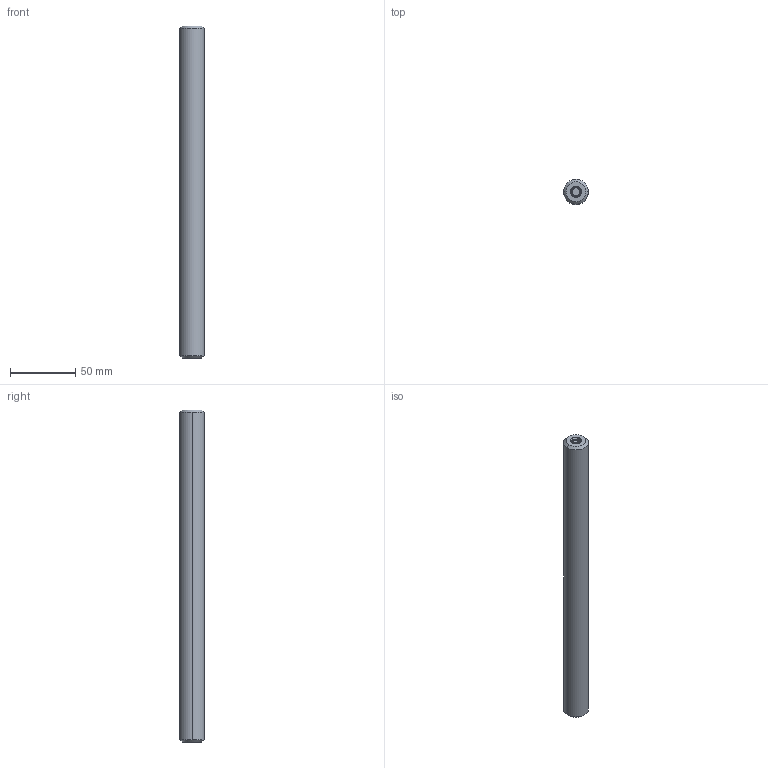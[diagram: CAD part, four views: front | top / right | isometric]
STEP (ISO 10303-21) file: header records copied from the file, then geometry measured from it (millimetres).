
FILE_DESCRIPTION (( 'STEP AP203' ), '1' );
FILE_NAME ('6649K109_Tapped Linear Motion Shaft.STEP', '2021-07-09T21:19:12', ( 'Administrator' ), ( 'Managed by Terraform' ), 'SwSTEP 2.0', 'SolidWorks 2017', '' );
FILE_SCHEMA (( 'CONFIG_CONTROL_DESIGN' ));
Length unit declared in the file: inch
Products named in the file (1): 6649K109_Tapped Linear Motion Shaft
Bounding box: 19.05 x 19.05 x 254 mm (x, y, z)
Volume: 70936.7 mm3; surface area: 16809.8 mm2
Topology: 1 solids, 1 shells, 68 faces, 184 edges, 120 vertices
Faces by surface type: cylinder 48, cone 10, bspline 6, plane 4
Entity records: 5863 total; most frequent: CARTESIAN_POINT 4399, ORIENTED_EDGE 368, DIRECTION 214, EDGE_CURVE 184, VERTEX_POINT 120, AXIS2_PLACEMENT_3D 79, EDGE_LOOP 70, ADVANCED_FACE 68
